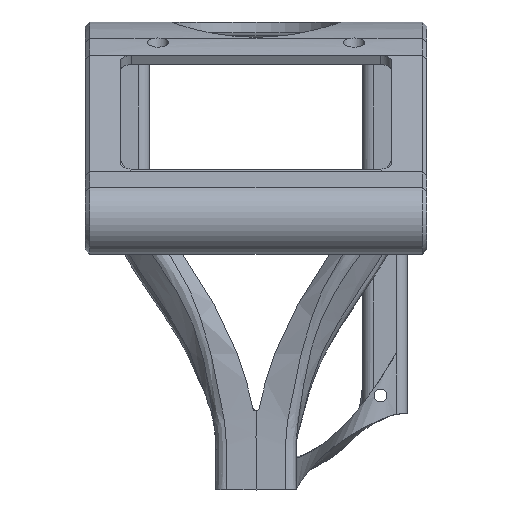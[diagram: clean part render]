
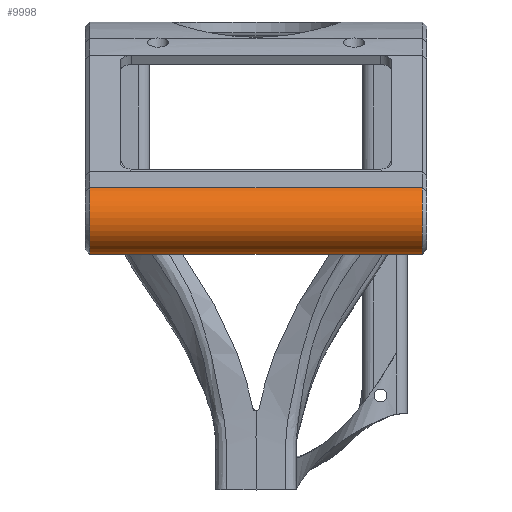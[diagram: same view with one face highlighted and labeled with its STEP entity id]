
A CAD part, front view. The second image highlights one B-rep face of the part: STEP entity #9998.
In plain terms, the highlighted cylindrical face has radius 5 mm (diameter 10 mm), a partial arc.
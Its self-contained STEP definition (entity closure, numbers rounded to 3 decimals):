
#923 = VERTEX_POINT ( 'NONE', #20563 ) ;
#1484 = EDGE_LOOP ( 'NONE', ( #17277, #20260, #4928, #5332 ) ) ;
#1600 = CARTESIAN_POINT ( 'NONE',  ( -24., -72.139, 114.882 ) ) ;
#3653 = LINE ( 'NONE', #1600, #23811 ) ;
#4928 = ORIENTED_EDGE ( 'NONE', *, *, #14516, .F. ) ;
#5332 = ORIENTED_EDGE ( 'NONE', *, *, #18408, .F. ) ;
#5376 = DIRECTION ( 'NONE',  ( 0., 0., -1. ) ) ;
#7710 = DIRECTION ( 'NONE',  ( 1., 0., 0. ) ) ;
#7716 = DIRECTION ( 'NONE',  ( 1., 0., 0. ) ) ;
#8968 = CARTESIAN_POINT ( 'NONE',  ( -23.4, -72.139, 119.882 ) ) ;
#9464 = DIRECTION ( 'NONE',  ( 1., 0., 0. ) ) ;
#9469 = VECTOR ( 'NONE', #7710, 1000. ) ;
#9638 = LINE ( 'NONE', #17467, #9469 ) ;
#9998 = ADVANCED_FACE ( 'NONE', ( #14536 ), #20196, .T. ) ;
#10307 = CARTESIAN_POINT ( 'NONE',  ( -24., -72.139, 119.882 ) ) ;
#10440 = DIRECTION ( 'NONE',  ( 0., 0., -1. ) ) ;
#11808 = VERTEX_POINT ( 'NONE', #16621 ) ;
#12932 = DIRECTION ( 'NONE',  ( 0., 0., -1. ) ) ;
#13104 = AXIS2_PLACEMENT_3D ( 'NONE', #22912, #9464, #5376 ) ;
#14372 = AXIS2_PLACEMENT_3D ( 'NONE', #8968, #24581, #12932 ) ;
#14516 = EDGE_CURVE ( 'NONE', #23675, #923, #18426, .T. ) ;
#14536 = FACE_OUTER_BOUND ( 'NONE', #1484, .T. ) ;
#16291 = VERTEX_POINT ( 'NONE', #23957 ) ;
#16621 = CARTESIAN_POINT ( 'NONE',  ( -23.4, -74.639, 124.212 ) ) ;
#16745 = EDGE_CURVE ( 'NONE', #11808, #16291, #21326, .T. ) ;
#17277 = ORIENTED_EDGE ( 'NONE', *, *, #16745, .T. ) ;
#17467 = CARTESIAN_POINT ( 'NONE',  ( -24., -74.639, 124.212 ) ) ;
#18339 = AXIS2_PLACEMENT_3D ( 'NONE', #10307, #24390, #10440 ) ;
#18408 = EDGE_CURVE ( 'NONE', #11808, #23675, #9638, .T. ) ;
#18426 = CIRCLE ( 'NONE', #13104, 5. ) ;
#20196 = CYLINDRICAL_SURFACE ( 'NONE', #18339, 5. ) ;
#20260 = ORIENTED_EDGE ( 'NONE', *, *, #25069, .T. ) ;
#20563 = CARTESIAN_POINT ( 'NONE',  ( 23.4, -72.139, 114.882 ) ) ;
#21326 = CIRCLE ( 'NONE', #14372, 5. ) ;
#22912 = CARTESIAN_POINT ( 'NONE',  ( 23.4, -72.139, 119.882 ) ) ;
#23349 = CARTESIAN_POINT ( 'NONE',  ( 23.4, -74.639, 124.212 ) ) ;
#23675 = VERTEX_POINT ( 'NONE', #23349 ) ;
#23811 = VECTOR ( 'NONE', #7716, 1000. ) ;
#23957 = CARTESIAN_POINT ( 'NONE',  ( -23.4, -72.139, 114.882 ) ) ;
#24390 = DIRECTION ( 'NONE',  ( 1., 0., 0. ) ) ;
#24581 = DIRECTION ( 'NONE',  ( 1., 0., 0. ) ) ;
#25069 = EDGE_CURVE ( 'NONE', #16291, #923, #3653, .T. ) ;
